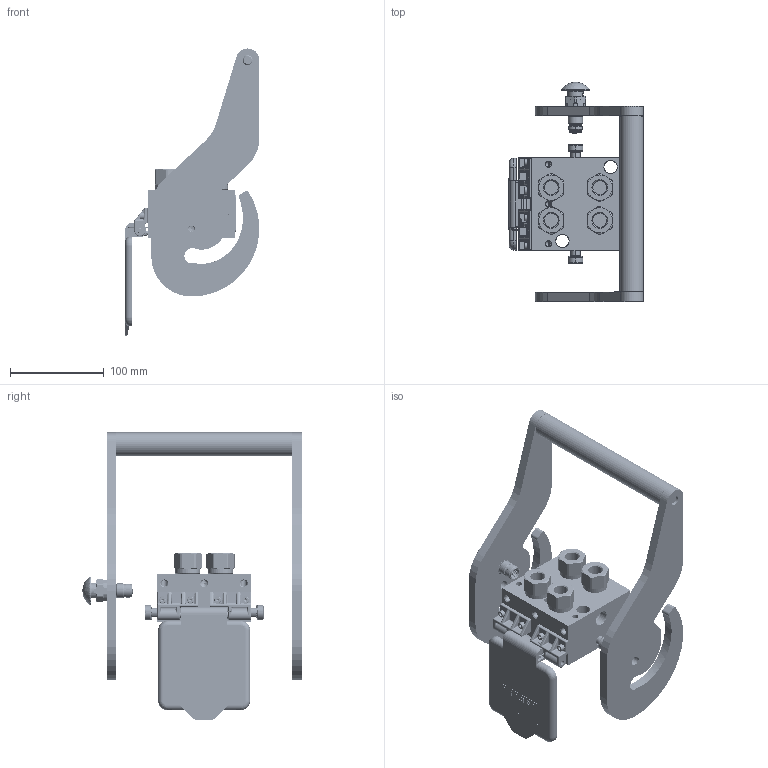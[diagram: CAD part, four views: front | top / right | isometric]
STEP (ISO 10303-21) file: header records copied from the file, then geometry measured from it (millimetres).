
FILE_DESCRIPTION (( 'STEP AP214' ), '1' );
FILE_NAME ('FASTER.step', '2023-02-21T17:08:31', ( '' ), ( '' ), 'SwSTEP 2.0', 'SolidWorks 2017', '' );
FILE_SCHEMA (( 'AUTOMOTIVE_DESIGN' ));
Length unit declared in the file: millimetre
Products named in the file (32): Copia di 4830_025_0000_001.prt; 4831_001_0003_000; 4860_024_0002_000.asm; 2ffnb38_gas_f; 4830_013_3000_020; 4132_014_0000_000; 4830_025_2000_000.prt; P406A_F_BASE; 4860_020_0004_001; Copia di 4860_024_0000_010.prt; 4830_070_0000_001.prt; vit_br_m4x10; 4830_001_0005_301; 0048_317_1000_000; 4810_001_0001_019; Copia di 0048_042_0412_001.prt; 4831_001_0004_000; 4830_025_1000_000.prt; 4830_001_0005_300; 4830_022_0000_011.prt; Copia di 4840_027_0000_001.prt; sicura_p5.asm; 4820_001_0004_000; A_2ffnb38_gas_f; et011; FASTER; Copia di or1_5x7_m.prt; 4132_072_0000_300; Copia di 4860_024_0000_020.prt; CURS_MOLLA_38; 4860_024_0002_000
Assembly tree (39 placements, depth 4):
  FASTER
    P406A_F_BASE
      4860_020_0004_001
      4831_001_0003_000
      4831_001_0004_000
      4820_001_0004_000
      4810_001_0001_019
      vit_br_m4x10  x4
      4830_013_3000_020  x2
      0048_317_1000_000  x2
      4830_001_0005_300
      4830_001_0005_301
    A_2ffnb38_gas_f  x4
      CURS_MOLLA_38
        4132_072_0000_300
        4132_014_0000_000
      2ffnb38_gas_f
        2ffnb38_gas_f
    4860_024_0002_000
      4860_024_0002_000.asm
        Copia di 4840_027_0000_001.prt
        Copia di 4860_024_0000_010.prt
        Copia di 4860_024_0000_020.prt
      4830_025_1000_000.prt
      sicura_p5.asm
        Copia di 4830_025_0000_001.prt
        Copia di or1_5x7_m.prt
        Copia di 0048_042_0412_001.prt
      4830_070_0000_001.prt
      4830_022_0000_011.prt
      4830_025_2000_000.prt
    et011
Bounding box: 143.95 x 234.33 x 306.7 mm (x, y, z)
Volume: 347357.9 mm3; surface area: 286246.1 mm2
Topology: 24 solids, 88 shells, 4199 faces, 10681 edges, 6717 vertices
Faces by surface type: plane 2166, cylinder 894, bspline 425, cone 384, torus 263, sphere 67
Entity records: 140089 total; most frequent: CARTESIAN_POINT 62003, ORIENTED_EDGE 16501, DIRECTION 14813, EDGE_CURVE 8316, LINE 5447, VECTOR 5447, VERTEX_POINT 5261, AXIS2_PLACEMENT_3D 4683
